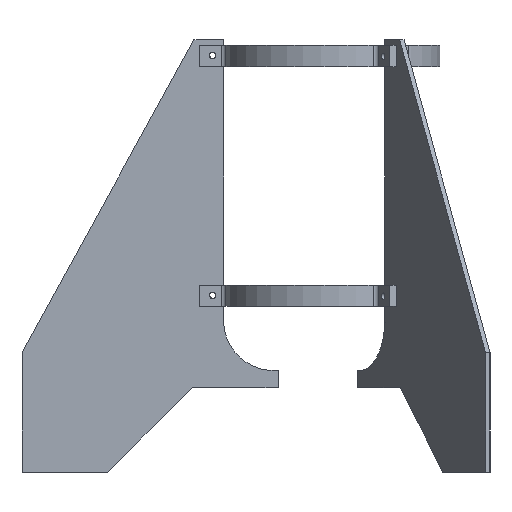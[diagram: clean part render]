
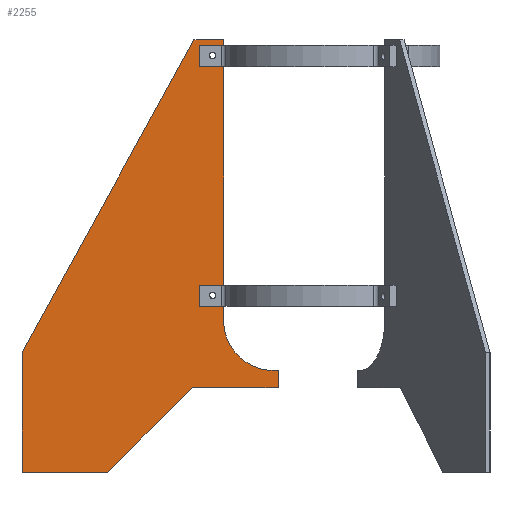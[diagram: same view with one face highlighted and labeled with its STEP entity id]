
A CAD part, left-side view. The second image highlights one B-rep face of the part: STEP entity #2255.
In plain terms, the highlighted planar face has unit normal (-1, 0, 0).
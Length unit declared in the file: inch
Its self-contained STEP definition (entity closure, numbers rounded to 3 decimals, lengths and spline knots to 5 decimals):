
#43=FACE_BOUND('',#341,.T.);
#44=FACE_BOUND('',#342,.T.);
#105=PLANE('',#2434);
#203=FACE_OUTER_BOUND('',#340,.T.);
#340=EDGE_LOOP('',(#1851,#1852,#1853,#1854,#1855,#1856,#1857,#1858,#1859));
#341=EDGE_LOOP('',(#1860));
#342=EDGE_LOOP('',(#1861));
#521=LINE('',#3472,#760);
#525=LINE('',#3480,#764);
#528=LINE('',#3486,#767);
#531=LINE('',#3492,#770);
#534=LINE('',#3498,#773);
#537=LINE('',#3504,#776);
#540=LINE('',#3510,#779);
#544=LINE('',#3521,#783);
#760=VECTOR('',#2829,0.3937);
#764=VECTOR('',#2835,0.3937);
#767=VECTOR('',#2840,0.3937);
#770=VECTOR('',#2845,0.3937);
#773=VECTOR('',#2850,0.3937);
#776=VECTOR('',#2855,0.3937);
#779=VECTOR('',#2860,0.3937);
#783=VECTOR('',#2872,0.3937);
#930=CIRCLE('',#2418,0.0351);
#931=CIRCLE('',#2420,0.0351);
#933=CIRCLE('',#2430,0.5871);
#1070=VERTEX_POINT('',#3460);
#1071=VERTEX_POINT('',#3464);
#1073=VERTEX_POINT('',#3470);
#1074=VERTEX_POINT('',#3471);
#1077=VERTEX_POINT('',#3479);
#1079=VERTEX_POINT('',#3485);
#1081=VERTEX_POINT('',#3491);
#1083=VERTEX_POINT('',#3497);
#1085=VERTEX_POINT('',#3503);
#1087=VERTEX_POINT('',#3509);
#1089=VERTEX_POINT('',#3515);
#1333=EDGE_CURVE('',#1070,#1070,#930,.F.);
#1334=EDGE_CURVE('',#1071,#1071,#931,.F.);
#1337=EDGE_CURVE('',#1073,#1074,#521,.T.);
#1341=EDGE_CURVE('',#1074,#1077,#525,.T.);
#1344=EDGE_CURVE('',#1079,#1077,#528,.T.);
#1347=EDGE_CURVE('',#1081,#1079,#531,.T.);
#1350=EDGE_CURVE('',#1083,#1081,#534,.T.);
#1353=EDGE_CURVE('',#1085,#1083,#537,.T.);
#1356=EDGE_CURVE('',#1087,#1085,#540,.T.);
#1359=EDGE_CURVE('',#1087,#1089,#933,.T.);
#1362=EDGE_CURVE('',#1073,#1089,#544,.T.);
#1851=ORIENTED_EDGE('',*,*,#1362,.F.);
#1852=ORIENTED_EDGE('',*,*,#1337,.T.);
#1853=ORIENTED_EDGE('',*,*,#1341,.T.);
#1854=ORIENTED_EDGE('',*,*,#1344,.F.);
#1855=ORIENTED_EDGE('',*,*,#1347,.F.);
#1856=ORIENTED_EDGE('',*,*,#1350,.F.);
#1857=ORIENTED_EDGE('',*,*,#1353,.F.);
#1858=ORIENTED_EDGE('',*,*,#1356,.F.);
#1859=ORIENTED_EDGE('',*,*,#1359,.T.);
#1860=ORIENTED_EDGE('',*,*,#1333,.T.);
#1861=ORIENTED_EDGE('',*,*,#1334,.T.);
#2255=ADVANCED_FACE('',(#203,#43,#44),#105,.F.);
#2418=AXIS2_PLACEMENT_3D('',#3462,#2818,#2819);
#2420=AXIS2_PLACEMENT_3D('',#3465,#2822,#2823);
#2430=AXIS2_PLACEMENT_3D('',#3516,#2865,#2866);
#2434=AXIS2_PLACEMENT_3D('',#3524,#2876,#2877);
#2818=DIRECTION('center_axis',(-1.,0.,0.));
#2819=DIRECTION('ref_axis',(0.,1.,0.));
#2822=DIRECTION('center_axis',(-1.,0.,0.));
#2823=DIRECTION('ref_axis',(0.,-1.,0.));
#2829=DIRECTION('',(0.,1.,0.));
#2835=DIRECTION('',(0.,0.482,-0.876));
#2840=DIRECTION('',(0.,0.,1.));
#2845=DIRECTION('',(0.,1.,0.));
#2850=DIRECTION('',(0.,0.707,-0.707));
#2855=DIRECTION('',(0.,1.,0.));
#2860=DIRECTION('',(0.,0.,-1.));
#2865=DIRECTION('center_axis',(1.,0.,0.));
#2866=DIRECTION('ref_axis',(0.,-0.086,-0.996));
#2872=DIRECTION('',(0.,0.,-1.));
#2876=DIRECTION('center_axis',(1.,0.,0.));
#2877=DIRECTION('ref_axis',(0.,1.,0.));
#3460=CARTESIAN_POINT('',(-0.03,1.3649,0.13));
#3462=CARTESIAN_POINT('Origin',(-0.03,1.4,0.13));
#3464=CARTESIAN_POINT('',(-0.03,1.4351,-2.67));
#3465=CARTESIAN_POINT('Origin',(-0.03,1.4,-2.67));
#3470=CARTESIAN_POINT('',(-0.03,1.27255,0.31445));
#3471=CARTESIAN_POINT('',(-0.03,1.6175,0.31445));
#3472=CARTESIAN_POINT('',(-0.03,1.27255,0.31445));
#3479=CARTESIAN_POINT('',(-0.03,3.62534,-3.33661));
#3480=CARTESIAN_POINT('',(-0.03,1.6175,0.31445));
#3485=CARTESIAN_POINT('',(-0.03,3.62534,-4.73661));
#3486=CARTESIAN_POINT('',(-0.03,3.62534,-4.73661));
#3491=CARTESIAN_POINT('',(-0.03,2.62534,-4.73661));
#3492=CARTESIAN_POINT('',(-0.03,2.62534,-4.73661));
#3497=CARTESIAN_POINT('',(-0.03,1.63539,-3.74666));
#3498=CARTESIAN_POINT('',(-0.03,1.63539,-3.74666));
#3503=CARTESIAN_POINT('',(-0.03,0.63539,-3.74666));
#3504=CARTESIAN_POINT('',(-0.03,0.63539,-3.74666));
#3509=CARTESIAN_POINT('',(-0.03,0.63539,-3.54666));
#3510=CARTESIAN_POINT('',(-0.03,0.63539,-3.54666));
#3515=CARTESIAN_POINT('',(-0.03,1.27255,-2.98555));
#3516=CARTESIAN_POINT('Origin',(-0.03,0.68593,-2.96173));
#3521=CARTESIAN_POINT('',(-0.03,1.27255,0.31445));
#3524=CARTESIAN_POINT('Origin',(-0.03,2.13037,-2.21108));
